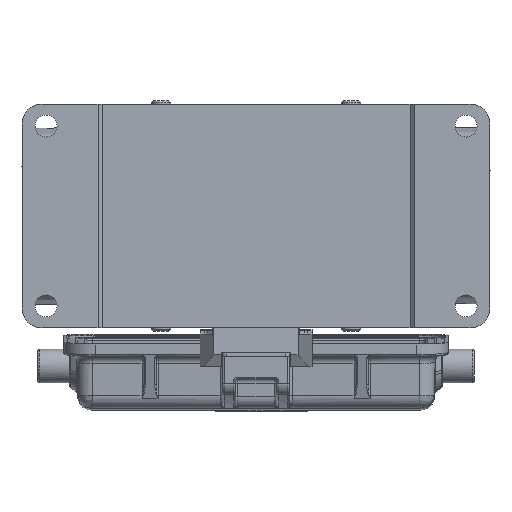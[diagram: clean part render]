
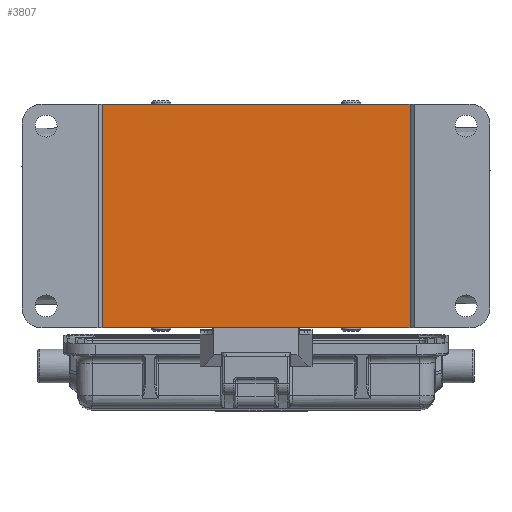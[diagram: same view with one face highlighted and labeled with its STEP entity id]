
A CAD part, front view. The second image highlights one B-rep face of the part: STEP entity #3807.
In plain terms, the highlighted planar face has unit normal (0, -1, 0).
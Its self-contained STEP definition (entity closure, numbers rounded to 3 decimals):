
#3807=ADVANCED_FACE('NONE',(#5324),#4298,.F.);
#4298=PLANE('',#20687);
#5324=FACE_OUTER_BOUND('',#6497,.T.);
#6497=EDGE_LOOP('',(#11434,#11435,#11436,#11437));
#11434=ORIENTED_EDGE('',*,*,#16775,.F.);
#11435=ORIENTED_EDGE('',*,*,#16812,.F.);
#11436=ORIENTED_EDGE('',*,*,#16765,.F.);
#11437=ORIENTED_EDGE('',*,*,#16772,.F.);
#14076=VERTEX_POINT('',#39507);
#14078=VERTEX_POINT('',#39511);
#14082=VERTEX_POINT('',#39524);
#14084=VERTEX_POINT('',#39530);
#16765=EDGE_CURVE('NONE',#14078,#14076,#18140,.T.);
#16772=EDGE_CURVE('NONE',#14082,#14078,#18146,.T.);
#16775=EDGE_CURVE('NONE',#14084,#14082,#18149,.T.);
#16812=EDGE_CURVE('NONE',#14076,#14084,#18160,.T.);
#18140=LINE('',#39512,#19199);
#18146=LINE('',#39525,#19205);
#18149=LINE('',#39531,#19208);
#18160=LINE('',#40073,#19219);
#19199=VECTOR('',#24253,1.);
#19205=VECTOR('',#24265,1.);
#19208=VECTOR('',#24270,1.);
#19219=VECTOR('',#24331,1.);
#20687=AXIS2_PLACEMENT_3D('',#40074,#24332,#24333);
#24253=DIRECTION('',(0.,0.,1.));
#24265=DIRECTION('',(-1.,0.,0.));
#24270=DIRECTION('',(0.,0.,-1.));
#24331=DIRECTION('',(1.,0.,0.));
#24332=DIRECTION('',(0.,1.,0.));
#24333=DIRECTION('',(0.,0.,1.));
#39507=CARTESIAN_POINT('',(-38.5,-23.,28.));
#39511=CARTESIAN_POINT('',(-38.5,-23.,-28.));
#39512=CARTESIAN_POINT('',(-38.5,-23.,33.6));
#39524=CARTESIAN_POINT('',(38.5,-23.,-28.));
#39525=CARTESIAN_POINT('',(38.5,-23.,-28.));
#39530=CARTESIAN_POINT('',(38.5,-23.,28.));
#39531=CARTESIAN_POINT('',(38.5,-23.,33.6));
#40073=CARTESIAN_POINT('',(-58.5,-23.,28.));
#40074=CARTESIAN_POINT('',(38.5,-23.,33.6));
